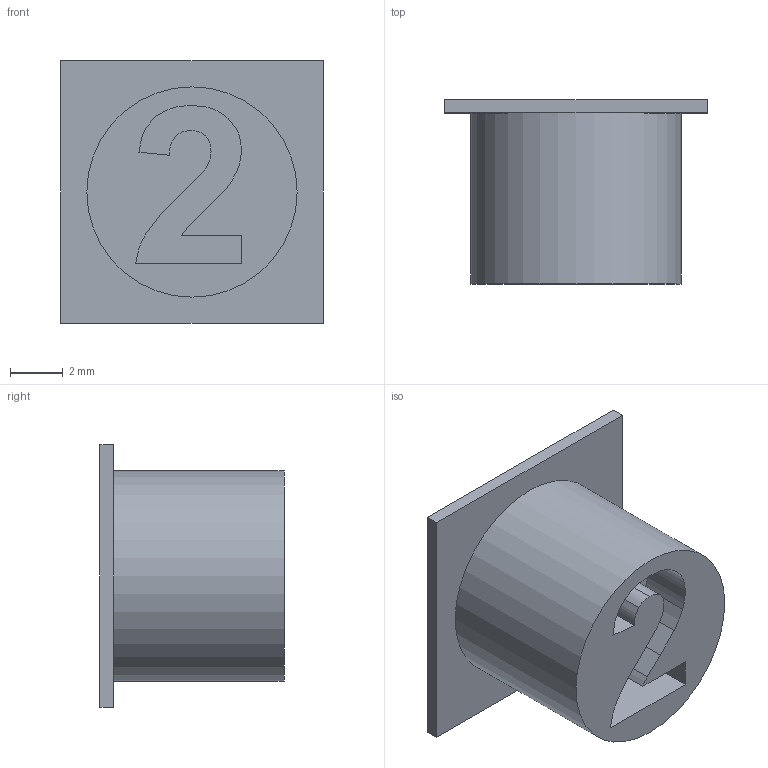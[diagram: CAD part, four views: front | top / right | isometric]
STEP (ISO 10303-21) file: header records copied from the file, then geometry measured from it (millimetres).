
FILE_DESCRIPTION(/* description */ (''),/* implementation_level */ '2;1');
FILE_NAME(/* name */ 'key_round.step',/* time_stamp */ '2024-02-21T22:03:24+01:00',/* author */ (''),/* organization */ (''),/* preprocessor_version */ 'ST-DEVELOPER v20',/* originating_system */ 'Autodesk Translation Framework v12.20.1.177',/* authorisation */ '');
FILE_SCHEMA (('AUTOMOTIVE_DESIGN { 1 0 10303 214 3 1 1 }'));
Length unit declared in the file: millimetre
Products named in the file (2): CJ4-CDU; ButtonRound
Assembly tree (1 placements, depth 2):
  CJ4-CDU
    ButtonRound
Bounding box: 10 x 7 x 10 mm (x, y, z)
Volume: 350.4 mm3; surface area: 436.2 mm2
Topology: 1 solids, 1 shells, 30 faces, 78 edges, 52 vertices
Faces by surface type: bspline 17, plane 12, cylinder 1
Full cylindrical faces by diameter (mm): 8 x1
Entity records: 1134 total; most frequent: CARTESIAN_POINT 452, ORIENTED_EDGE 156, EDGE_CURVE 78, DIRECTION 78, VERTEX_POINT 52, LINE 42, VECTOR 42, B_SPLINE_CURVE_WITH_KNOTS 34
